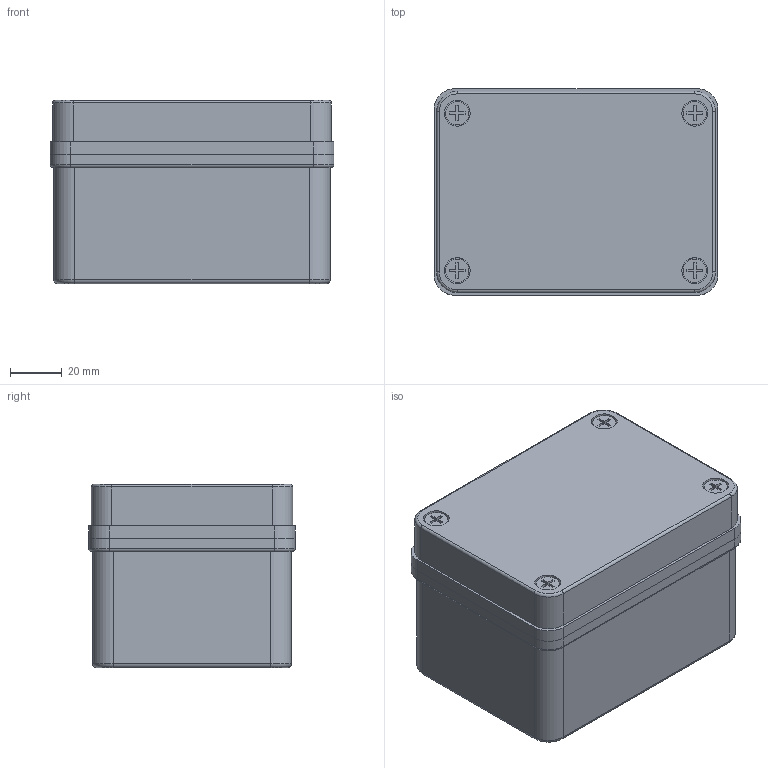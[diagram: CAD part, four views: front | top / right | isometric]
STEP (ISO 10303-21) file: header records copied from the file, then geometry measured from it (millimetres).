
FILE_DESCRIPTION(/* description */ (''),/* implementation_level */ '2;1');
FILE_NAME(/* name */ 'Box v2.step',/* time_stamp */ '2024-04-25T12:44:24+07:00',/* author */ (''),/* organization */ (''),/* preprocessor_version */ 'ST-DEVELOPER v20',/* originating_system */ 'Autodesk Translation Framework v12.20.1.177',/* authorisation */ '');
FILE_SCHEMA (('AUTOMOTIVE_DESIGN { 1 0 10303 214 3 1 1 }'));
Length unit declared in the file: millimetre
Products named in the file (4): Box; Boxco 130x80x70 v1; Top; Bot
Assembly tree (3 placements, depth 3):
  Box
    Boxco 130x80x70 v1
      Top
      Bot
Bounding box: 110 x 80 x 71 mm (x, y, z)
Volume: 131537.4 mm3; surface area: 94532.8 mm2
Topology: 2 solids, 2 shells, 184 faces, 444 edges, 288 vertices
Faces by surface type: plane 116, cylinder 56, torus 12
Full cylindrical faces by diameter (mm): 4 x6, 8 x2, 9 x4, 10 x8
Entity records: 5468 total; most frequent: DIRECTION 950, CARTESIAN_POINT 923, ORIENTED_EDGE 888, EDGE_CURVE 444, LINE 320, VECTOR 320, AXIS2_PLACEMENT_3D 315, VERTEX_POINT 288
